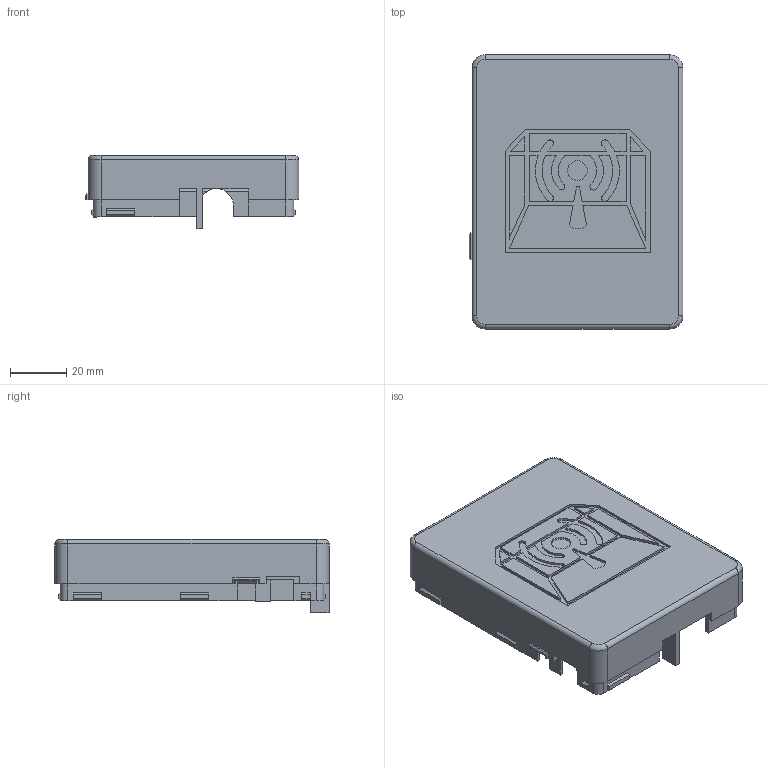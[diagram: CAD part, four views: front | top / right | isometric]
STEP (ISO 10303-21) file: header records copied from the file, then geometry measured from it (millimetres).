
FILE_DESCRIPTION(/* description */ (''),/* implementation_level */ '2;1');
FILE_NAME(/* name */ 'ConnectBox v4.7 Botom v8.step',/* time_stamp */ '2018-07-24T11:59:11-06:00',/* author */ ('kirkwZ5Z42'),/* organization */ (''),/* preprocessor_version */ 'ST-DEVELOPER v17',/* originating_system */ 'Autodesk Translation Framework v7.1.0.215',/* authorisation */ '');
FILE_SCHEMA (('AUTOMOTIVE_DESIGN { 1 0 10303 214 3 1 1 }'));
Length unit declared in the file: millimetre
Products named in the file (2): ConnectBox v4.7 LED LightPipe; Bottom 472s
Assembly tree (1 placements, depth 2):
  ConnectBox v4.7 LED LightPipe
    Bottom 472s
Bounding box: 75.7 x 97.14 x 25.91 mm (x, y, z)
Volume: 23888.6 mm3; surface area: 31198.9 mm2
Topology: 1 solids, 1 shells, 441 faces, 1168 edges, 738 vertices
Faces by surface type: plane 312, cylinder 119, cone 4, torus 4, bspline 2
Full cylindrical faces by diameter (mm): 7 x1
Entity records: 13576 total; most frequent: CARTESIAN_POINT 2464, ORIENTED_EDGE 2336, DIRECTION 2233, EDGE_CURVE 1168, LINE 973, VECTOR 973, VERTEX_POINT 738, AXIS2_PLACEMENT_3D 630
